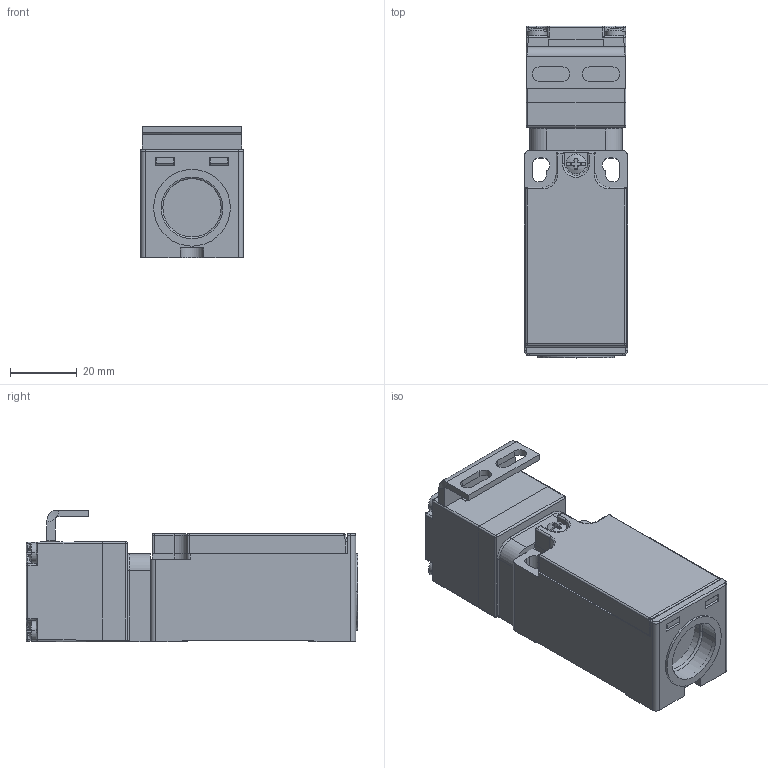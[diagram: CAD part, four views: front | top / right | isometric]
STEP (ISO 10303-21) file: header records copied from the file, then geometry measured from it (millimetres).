
FILE_DESCRIPTION((''),'2;1');
FILE_NAME('E100XXS5I_3D_ASM','2022-04-20T',('alessandro.buglione'),(''),'PRO/ENGINEER BY PARAMETRIC TECHNOLOGY CORPORATION, 2011080','PRO/ENGINEER BY PARAMETRIC TECHNOLOGY CORPORATION, 2011080','');
FILE_SCHEMA(('CONFIG_CONTROL_DESIGN'));
Products named in the file (35): 880028_PER_CLIENTE; S880032; Z12086; S880028; 220064_B; S880067; S880059_R2; S880063-001_123; S880027; S880024; S880053; 880267_ASM; 880201; 880723_PER_CLIENTE; 880193; 881360_PER_CLIENTE_ASM; 880223; 881543; 881544_PER_CLIENTE; 881554; 881545; 881556; 881541; 881542; 881551_AF0; 881546_PER_CLIENTE; 881547; 881553; 881540; 881712; 881555; 881560_PER_CLIENTE_ASM; 881548; 880186; E100XXS5I_3D_ASM
Assembly tree (53 placements, depth 3):
  E100XXS5I_3D_ASM
    880028_PER_CLIENTE
    880267_ASM
      S880032
      Z12086  x4
      S880028  x4
      220064_B  x4
      S880067
      S880059_R2
      S880063-001_123
      S880027  x2
      S880024  x4
      S880053
    880201
    881360_PER_CLIENTE_ASM
      880723_PER_CLIENTE
      880193
    880223
    881543
    881544_PER_CLIENTE
    881554  x4
    881560_PER_CLIENTE_ASM
      881545
      881556
      881541
      881542
      881551_AF0
      881546_PER_CLIENTE
      881547
      881553
      881540
      881712
      881555  x4
    881548
    880186
Bounding box: 31 x 99.61 x 39.5 mm (x, y, z)
Volume: 110206.3 mm3; surface area: 65883.6 mm2
Topology: 66 solids, 88 shells, 5081 faces, 13411 edges, 8614 vertices
Faces by surface type: plane 3385, cylinder 1104, cone 250, sphere 156, torus 148, bspline 38
Entity records: 133495 total; most frequent: CARTESIAN_POINT 32298, ORIENTED_EDGE 21354, DIRECTION 20105, EDGE_CURVE 10689, VECTOR 8473, LINE 8473, VERTEX_POINT 6917, AXIS2_PLACEMENT_3D 5816
